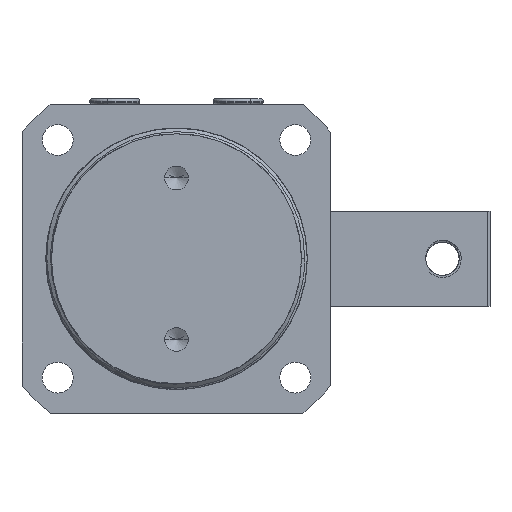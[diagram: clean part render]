
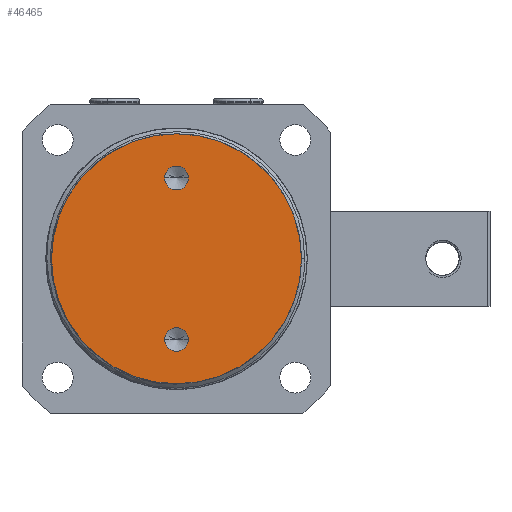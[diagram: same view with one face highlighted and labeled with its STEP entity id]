
A CAD part, front view. The second image highlights one B-rep face of the part: STEP entity #46465.
In plain terms, the highlighted planar face has unit normal (0, -1, 0).
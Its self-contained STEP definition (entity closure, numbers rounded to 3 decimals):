
#998 = DIRECTION ( 'NONE',  ( 0., 0., 1. ) ) ;
#1196 = AXIS2_PLACEMENT_3D ( 'NONE', #32920, #3462, #37900 ) ;
#1816 = CARTESIAN_POINT ( 'NONE',  ( -17., -72.5, 2.5 ) ) ;
#3462 = DIRECTION ( 'NONE',  ( 0., -1., 0. ) ) ;
#7076 = DIRECTION ( 'NONE',  ( 0., -1., 0. ) ) ;
#7347 = CIRCLE ( 'NONE', #33660, 2.5 ) ;
#8717 = DIRECTION ( 'NONE',  ( 0., -1., 0. ) ) ;
#10606 = VERTEX_POINT ( 'NONE', #23361 ) ;
#11940 = EDGE_LOOP ( 'NONE', ( #25030, #25886 ) ) ;
#12842 = FACE_BOUND ( 'NONE', #11940, .T. ) ;
#13215 = EDGE_CURVE ( 'NONE', #31768, #39108, #60227, .T. ) ;
#16807 = DIRECTION ( 'NONE',  ( 0., 0., 1. ) ) ;
#16940 = DIRECTION ( 'NONE',  ( 0., -1., 0. ) ) ;
#17162 = CARTESIAN_POINT ( 'NONE',  ( 0., -72.5, 0. ) ) ;
#17357 = EDGE_CURVE ( 'NONE', #39108, #31768, #45403, .T. ) ;
#21473 = VERTEX_POINT ( 'NONE', #42551 ) ;
#22464 = AXIS2_PLACEMENT_3D ( 'NONE', #49429, #49375, #49284 ) ;
#23361 = CARTESIAN_POINT ( 'NONE',  ( -17., -72.5, -2.5 ) ) ;
#25030 = ORIENTED_EDGE ( 'NONE', *, *, #51217, .F. ) ;
#25609 = CARTESIAN_POINT ( 'NONE',  ( 0., -72.5, 0. ) ) ;
#25886 = ORIENTED_EDGE ( 'NONE', *, *, #62707, .F. ) ;
#25939 = FACE_OUTER_BOUND ( 'NONE', #56976, .T. ) ;
#25940 = ORIENTED_EDGE ( 'NONE', *, *, #17357, .F. ) ;
#27061 = ORIENTED_EDGE ( 'NONE', *, *, #13215, .F. ) ;
#27408 = ORIENTED_EDGE ( 'NONE', *, *, #33192, .T. ) ;
#28020 = ORIENTED_EDGE ( 'NONE', *, *, #39080, .T. ) ;
#29066 = DIRECTION ( 'NONE',  ( 0., 0., -1. ) ) ;
#29138 = DIRECTION ( 'NONE',  ( 0., -1., 0. ) ) ;
#29150 = CARTESIAN_POINT ( 'NONE',  ( 17., -72.5, 0. ) ) ;
#30494 = DIRECTION ( 'NONE',  ( 0., 1., 0. ) ) ;
#31768 = VERTEX_POINT ( 'NONE', #40966 ) ;
#31936 = CIRCLE ( 'NONE', #38156, 26.3 ) ;
#32920 = CARTESIAN_POINT ( 'NONE',  ( -17., -72.5, 0. ) ) ;
#33192 = EDGE_CURVE ( 'NONE', #48568, #21473, #31936, .T. ) ;
#33660 = AXIS2_PLACEMENT_3D ( 'NONE', #38168, #8717, #43161 ) ;
#35654 = AXIS2_PLACEMENT_3D ( 'NONE', #25609, #30494, #998 ) ;
#36558 = CARTESIAN_POINT ( 'NONE',  ( 0., -72.5, 0. ) ) ;
#37900 = DIRECTION ( 'NONE',  ( 0., 0., -1. ) ) ;
#38156 = AXIS2_PLACEMENT_3D ( 'NONE', #17162, #16940, #16807 ) ;
#38168 = CARTESIAN_POINT ( 'NONE',  ( -17., -72.5, 0. ) ) ;
#39022 = FACE_BOUND ( 'NONE', #57449, .T. ) ;
#39080 = EDGE_CURVE ( 'NONE', #21473, #48568, #40272, .T. ) ;
#39108 = VERTEX_POINT ( 'NONE', #61541 ) ;
#40272 = CIRCLE ( 'NONE', #48372, 26.3 ) ;
#40966 = CARTESIAN_POINT ( 'NONE',  ( 17., -72.5, 2.5 ) ) ;
#41535 = DIRECTION ( 'NONE',  ( 0., 0., 1. ) ) ;
#42551 = CARTESIAN_POINT ( 'NONE',  ( 0., -72.5, -26.3 ) ) ;
#43161 = DIRECTION ( 'NONE',  ( 0., 0., -1. ) ) ;
#45403 = CIRCLE ( 'NONE', #22464, 2.5 ) ;
#46465 = ADVANCED_FACE ( 'NONE', ( #12842, #39022, #25939 ), #50237, .F. ) ;
#48372 = AXIS2_PLACEMENT_3D ( 'NONE', #36558, #7076, #41535 ) ;
#48568 = VERTEX_POINT ( 'NONE', #55291 ) ;
#49284 = DIRECTION ( 'NONE',  ( 0., 0., -1. ) ) ;
#49375 = DIRECTION ( 'NONE',  ( 0., -1., 0. ) ) ;
#49429 = CARTESIAN_POINT ( 'NONE',  ( 17., -72.5, 0. ) ) ;
#49838 = CIRCLE ( 'NONE', #1196, 2.5 ) ;
#50237 = PLANE ( 'NONE',  #35654 ) ;
#51217 = EDGE_CURVE ( 'NONE', #10606, #57962, #7347, .T. ) ;
#55291 = CARTESIAN_POINT ( 'NONE',  ( 0., -72.5, 26.299 ) ) ;
#56976 = EDGE_LOOP ( 'NONE', ( #27408, #28020 ) ) ;
#57449 = EDGE_LOOP ( 'NONE', ( #25940, #27061 ) ) ;
#57962 = VERTEX_POINT ( 'NONE', #1816 ) ;
#60227 = CIRCLE ( 'NONE', #62638, 2.5 ) ;
#61541 = CARTESIAN_POINT ( 'NONE',  ( 17., -72.5, -2.5 ) ) ;
#62638 = AXIS2_PLACEMENT_3D ( 'NONE', #29150, #29138, #29066 ) ;
#62707 = EDGE_CURVE ( 'NONE', #57962, #10606, #49838, .T. ) ;
